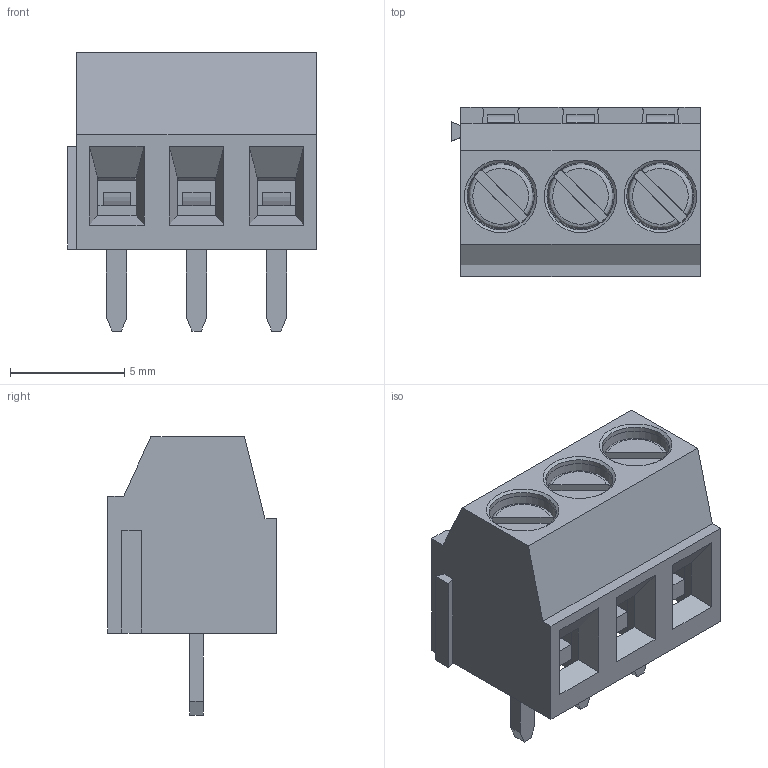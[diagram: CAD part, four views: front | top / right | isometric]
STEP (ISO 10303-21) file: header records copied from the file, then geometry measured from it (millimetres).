
FILE_DESCRIPTION(('FreeCAD Model'),'2;1');
FILE_NAME('Open CASCADE Shape Model','2023-04-12T02:45:27',( 'kicad StepUp'),('ksu MCAD'),'Open CASCADE STEP processor 7.6', 'FreeCAD','Unknown');
FILE_SCHEMA(('AUTOMOTIVE_DESIGN { 1 0 10303 214 1 1 1 1 }'));
Length unit declared in the file: millimetre
Products named in the file (11): PCB Terminal Block 3 DEG381-3.5; Plastic Housing002; Pin 003; Clamp Block002; M1.6x3-Screw002; Body014; Body015; Body016; Body017; Body018; Body019
Assembly tree (10 placements, depth 2):
  PCB Terminal Block 3 DEG381-3.5
    Plastic Housing002
    Pin 003
    Clamp Block002
    M1.6x3-Screw002
    Body014
    Body015
    Body016
    Body017
    Body018
    Body019
Bounding box: 10.9 x 7.4 x 12.2 mm (x, y, z)
Volume: 422.6 mm3; surface area: 1488.6 mm2
Topology: 10 solids, 10 shells, 372 faces, 1008 edges, 662 vertices
Faces by surface type: plane 303, cylinder 42, bspline 12, revolution 9, cone 6
Full cylindrical faces by diameter (mm): 1.25 x3, 1.6 x3, 2 x3, 2.95 x3, 3.2 x3
Entity records: 12092 total; most frequent: CARTESIAN_POINT 2314, ORIENTED_EDGE 2016, DIRECTION 1864, EDGE_CURVE 1008, LINE 855, VECTOR 855, VERTEX_POINT 662, AXIS2_PLACEMENT_3D 500
